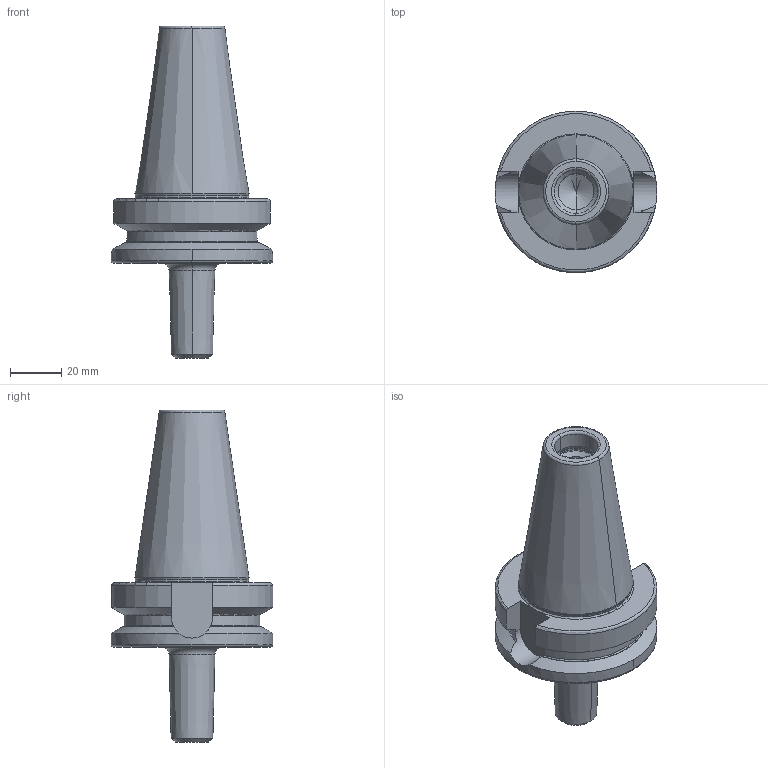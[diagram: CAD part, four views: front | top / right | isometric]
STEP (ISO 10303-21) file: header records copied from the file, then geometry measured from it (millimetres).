
FILE_DESCRIPTION((''),'2;1');
FILE_NAME('405_14_18','2020-07-29T',('101107'),(''),'CREO PARAMETRIC BY PTC INC, 2016260','CREO PARAMETRIC BY PTC INC, 2016260','');
FILE_SCHEMA(('CONFIG_CONTROL_DESIGN'));
Length unit declared in the file: millimetre
Products named in the file (1): 405_14_18
Bounding box: 63 x 63 x 129.4 mm (x, y, z)
Volume: 135066.5 mm3; surface area: 22334.2 mm2
Topology: 1 solids, 1 shells, 71 faces, 172 edges, 103 vertices
Faces by surface type: torus 22, cone 18, cylinder 16, plane 15
Entity records: 2234 total; most frequent: CARTESIAN_POINT 525, DIRECTION 376, ORIENTED_EDGE 340, EDGE_CURVE 170, AXIS2_PLACEMENT_3D 160, VERTEX_POINT 103, CIRCLE 86, EDGE_LOOP 73
